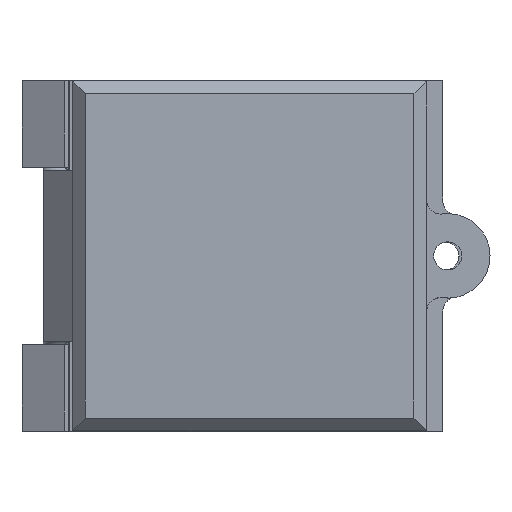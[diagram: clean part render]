
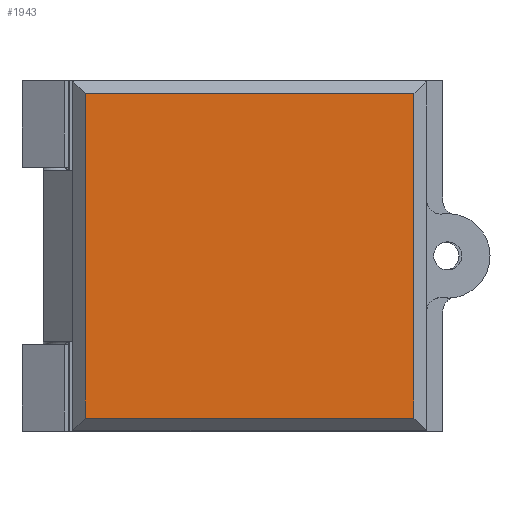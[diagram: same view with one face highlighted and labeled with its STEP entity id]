
A CAD part, top view. The second image highlights one B-rep face of the part: STEP entity #1943.
In plain terms, the highlighted planar face has unit normal (0, 0, 1).
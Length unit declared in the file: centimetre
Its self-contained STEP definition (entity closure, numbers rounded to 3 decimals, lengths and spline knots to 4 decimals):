
#88=PLANE('',#2069);
#206=LINE('',#3074,#416);
#209=LINE('',#3079,#419);
#212=LINE('',#3085,#422);
#215=LINE('',#3090,#425);
#416=VECTOR('',#2356,2.305);
#419=VECTOR('',#2361,2.335);
#422=VECTOR('',#2366,2.305);
#425=VECTOR('',#2371,2.335);
#597=FACE_OUTER_BOUND('',#709,.T.);
#709=EDGE_LOOP('',(#1539,#1540,#1541,#1542));
#930=VERTEX_POINT('',#3072);
#931=VERTEX_POINT('',#3073);
#932=VERTEX_POINT('',#3078);
#934=VERTEX_POINT('',#3084);
#1149=EDGE_CURVE('',#930,#931,#206,.T.);
#1152=EDGE_CURVE('',#931,#932,#209,.T.);
#1155=EDGE_CURVE('',#932,#934,#212,.T.);
#1158=EDGE_CURVE('',#934,#930,#215,.T.);
#1539=ORIENTED_EDGE('',*,*,#1149,.F.);
#1540=ORIENTED_EDGE('',*,*,#1158,.F.);
#1541=ORIENTED_EDGE('',*,*,#1155,.F.);
#1542=ORIENTED_EDGE('',*,*,#1152,.F.);
#1943=ADVANCED_FACE('',(#597),#88,.T.);
#2069=AXIS2_PLACEMENT_3D('',#3094,#2376,#2377);
#2356=DIRECTION('',(0.,1.,0.));
#2361=DIRECTION('',(1.,0.,0.));
#2366=DIRECTION('',(0.,-1.,0.));
#2371=DIRECTION('',(-1.,0.,0.));
#2376=DIRECTION('center_axis',(0.,0.,
1.));
#2377=DIRECTION('ref_axis',(1.,0.,0.));
#3072=CARTESIAN_POINT('',(-1.2025,-1.1525,0.785));
#3073=CARTESIAN_POINT('',(-1.2025,1.1525,0.785));
#3074=CARTESIAN_POINT('',(-1.2025,-0.6213,0.785));
#3078=CARTESIAN_POINT('',(1.1325,1.1525,0.785));
#3079=CARTESIAN_POINT('',(-0.6149,1.1525,0.785));
#3084=CARTESIAN_POINT('',(1.1325,-1.1525,0.785));
#3085=CARTESIAN_POINT('',(1.1325,0.6213,0.785));
#3090=CARTESIAN_POINT('',(0.6426,-1.1525,0.785));
#3094=CARTESIAN_POINT('Origin',(0.0628,0.,
0.785));
